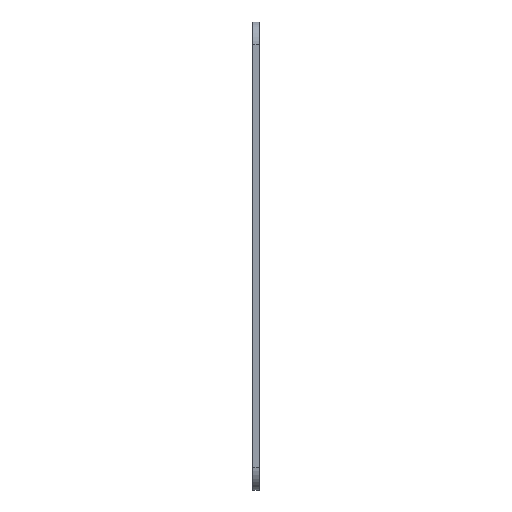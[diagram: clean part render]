
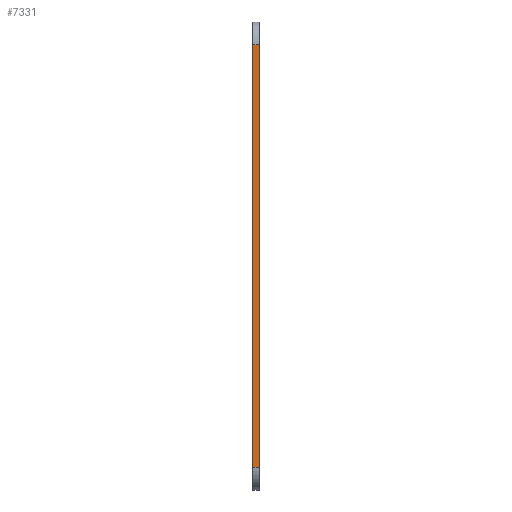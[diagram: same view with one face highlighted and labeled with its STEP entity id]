
A CAD part, left-side view. The second image highlights one B-rep face of the part: STEP entity #7331.
In plain terms, the highlighted planar face has unit normal (-1, 0, 0).
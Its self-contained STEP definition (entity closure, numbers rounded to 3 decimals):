
#171=PLANE('',#7467);
#521=FACE_OUTER_BOUND('',#923,.T.);
#923=EDGE_LOOP('',(#6075,#6076,#6077,#6078));
#1356=LINE('',#15757,#1842);
#1394=LINE('',#15892,#1880);
#1395=LINE('',#15895,#1881);
#1396=LINE('',#15896,#1882);
#1842=VECTOR('',#7952,10.);
#1880=VECTOR('',#8052,10.);
#1881=VECTOR('',#8055,10.);
#1882=VECTOR('',#8056,10.);
#3192=VERTEX_POINT('',#15754);
#3193=VERTEX_POINT('',#15756);
#3258=VERTEX_POINT('',#15888);
#3260=VERTEX_POINT('',#15894);
#4256=EDGE_CURVE('',#3192,#3193,#1356,.T.);
#4324=EDGE_CURVE('',#3193,#3258,#1394,.T.);
#4325=EDGE_CURVE('',#3260,#3192,#1395,.T.);
#4326=EDGE_CURVE('',#3258,#3260,#1396,.T.);
#6075=ORIENTED_EDGE('',*,*,#4324,.F.);
#6076=ORIENTED_EDGE('',*,*,#4256,.F.);
#6077=ORIENTED_EDGE('',*,*,#4325,.F.);
#6078=ORIENTED_EDGE('',*,*,#4326,.F.);
#7331=ADVANCED_FACE('',(#521),#171,.T.);
#7467=AXIS2_PLACEMENT_3D('',#15893,#8053,#8054);
#7952=DIRECTION('',(0.,0.,-1.));
#8052=DIRECTION('',(0.,1.,0.));
#8053=DIRECTION('center_axis',(-1.,0.,0.));
#8054=DIRECTION('ref_axis',(0.,0.,1.));
#8055=DIRECTION('',(0.,-1.,0.));
#8056=DIRECTION('',(0.,0.,1.));
#15754=CARTESIAN_POINT('',(-12.284,0.,44.509));
#15756=CARTESIAN_POINT('',(-12.284,0.,-49.491));
#15757=CARTESIAN_POINT('',(-12.284,0.,49.509));
#15888=CARTESIAN_POINT('',(-12.284,1.5,-49.491));
#15892=CARTESIAN_POINT('',(-12.284,0.,-49.491));
#15893=CARTESIAN_POINT('Origin',(-12.284,0.,-54.491));
#15894=CARTESIAN_POINT('',(-12.284,1.5,44.509));
#15895=CARTESIAN_POINT('',(-12.284,0.,44.509));
#15896=CARTESIAN_POINT('',(-12.284,1.5,49.509));
